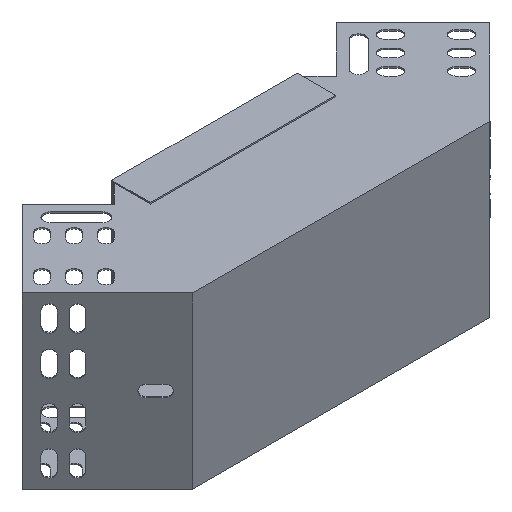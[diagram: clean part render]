
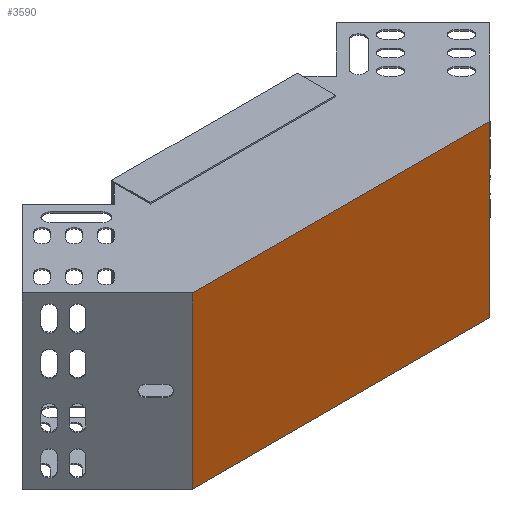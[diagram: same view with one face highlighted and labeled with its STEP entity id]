
A CAD part, isometric view. The second image highlights one B-rep face of the part: STEP entity #3590.
In plain terms, the highlighted planar face has unit normal (0, -1, 0).
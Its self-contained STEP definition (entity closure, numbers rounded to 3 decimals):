
#754 = CARTESIAN_POINT ( 'NONE',  ( 66.713, -23.927, -75.8 ) ) ;
#808 = FACE_OUTER_BOUND ( 'NONE', #6613, .T. ) ;
#1082 = VERTEX_POINT ( 'NONE', #2651 ) ;
#1300 = CARTESIAN_POINT ( 'NONE',  ( -110.949, -23.927, 25.8 ) ) ;
#1427 = AXIS2_PLACEMENT_3D ( 'NONE', #7180, #7111, #7103 ) ;
#1481 = VERTEX_POINT ( 'NONE', #1300 ) ;
#1571 = VERTEX_POINT ( 'NONE', #754 ) ;
#1853 = VERTEX_POINT ( 'NONE', #6603 ) ;
#1879 = DIRECTION ( 'NONE',  ( 0., 0., 1. ) ) ;
#2020 = CARTESIAN_POINT ( 'NONE',  ( 66.713, -23.927, -75.612 ) ) ;
#2413 = LINE ( 'NONE', #2447, #2420 ) ;
#2420 = VECTOR ( 'NONE', #2561, 1000. ) ;
#2447 = CARTESIAN_POINT ( 'NONE',  ( -111.853, -23.927, -75.8 ) ) ;
#2561 = DIRECTION ( 'NONE',  ( 1., 0., 0. ) ) ;
#2651 = CARTESIAN_POINT ( 'NONE',  ( -110.949, -23.927, -75.8 ) ) ;
#2998 = DIRECTION ( 'NONE',  ( 0., 0., 1. ) ) ;
#3017 = CARTESIAN_POINT ( 'NONE',  ( -110.949, -23.927, -75.612 ) ) ;
#3224 = DIRECTION ( 'NONE',  ( 1., 0., 0. ) ) ;
#3244 = CARTESIAN_POINT ( 'NONE',  ( -111.853, -23.927, 25.8 ) ) ;
#3312 = EDGE_CURVE ( 'NONE', #1082, #1571, #2413, .T. ) ;
#3590 = ADVANCED_FACE ( 'NONE', ( #808 ), #7096, .F. ) ;
#3883 = EDGE_CURVE ( 'NONE', #1481, #1853, #7480, .T. ) ;
#4569 = EDGE_CURVE ( 'NONE', #1571, #1853, #5961, .T. ) ;
#4766 = VECTOR ( 'NONE', #2998, 1000. ) ;
#4783 = LINE ( 'NONE', #3017, #4766 ) ;
#5083 = EDGE_CURVE ( 'NONE', #1082, #1481, #4783, .T. ) ;
#5961 = LINE ( 'NONE', #2020, #5982 ) ;
#5982 = VECTOR ( 'NONE', #1879, 1000. ) ;
#6603 = CARTESIAN_POINT ( 'NONE',  ( 66.713, -23.927, 25.8 ) ) ;
#6613 = EDGE_LOOP ( 'NONE', ( #6962, #6982, #6987, #6991 ) ) ;
#6962 = ORIENTED_EDGE ( 'NONE', *, *, #3312, .T. ) ;
#6982 = ORIENTED_EDGE ( 'NONE', *, *, #4569, .T. ) ;
#6987 = ORIENTED_EDGE ( 'NONE', *, *, #3883, .F. ) ;
#6991 = ORIENTED_EDGE ( 'NONE', *, *, #5083, .F. ) ;
#7096 = PLANE ( 'NONE',  #1427 ) ;
#7103 = DIRECTION ( 'NONE',  ( 0., 0., 1. ) ) ;
#7111 = DIRECTION ( 'NONE',  ( 0., 1., 0. ) ) ;
#7180 = CARTESIAN_POINT ( 'NONE',  ( -110.618, -23.927, 25. ) ) ;
#7476 = VECTOR ( 'NONE', #3224, 1000. ) ;
#7480 = LINE ( 'NONE', #3244, #7476 ) ;
